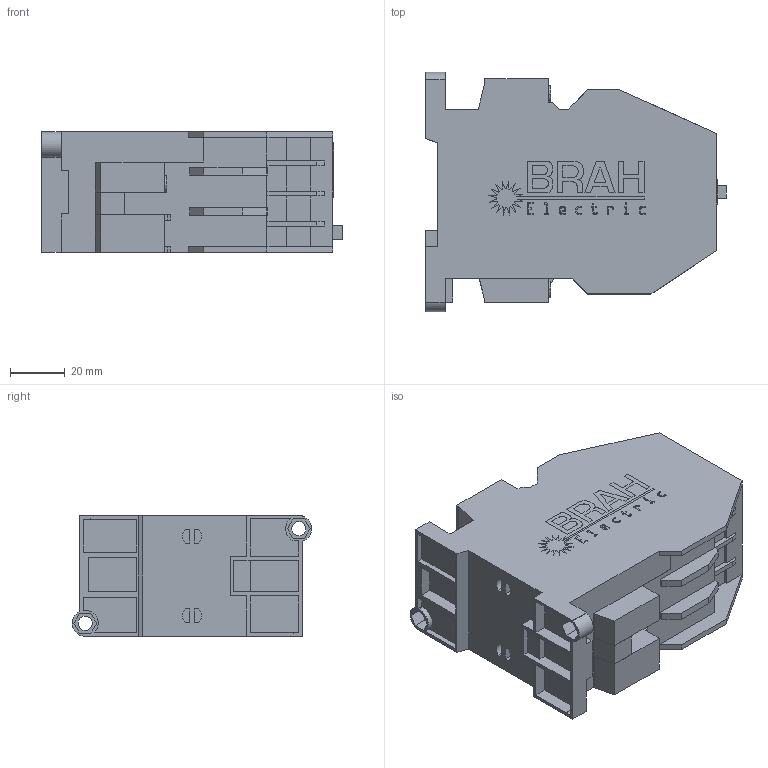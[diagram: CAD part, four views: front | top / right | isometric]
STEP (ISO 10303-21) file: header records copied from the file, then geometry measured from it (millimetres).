
FILE_DESCRIPTION (( 'STEP AP214' ), '1' );
FILE_NAME ('B3TF43.STEP', '2014-05-15T11:40:46', ( '' ), ( '' ), 'SwSTEP 2.0', 'SolidWorks 2013', '' );
FILE_SCHEMA (( 'AUTOMOTIVE_DESIGN' ));
Length unit declared in the file: millimetre
Products named in the file (1): B3TF43
Bounding box: 109.65 x 87.28 x 44 mm (x, y, z)
Volume: 280033.9 mm3; surface area: 38883.4 mm2
Topology: 4 solids, 4 shells, 650 faces, 1748 edges, 1157 vertices
Faces by surface type: plane 477, bspline 89, cylinder 84
Entity records: 22865 total; most frequent: CARTESIAN_POINT 6933, ORIENTED_EDGE 3496, DIRECTION 2864, EDGE_CURVE 1748, VECTOR 1400, LINE 1400, VERTEX_POINT 1157, AXIS2_PLACEMENT_3D 732
